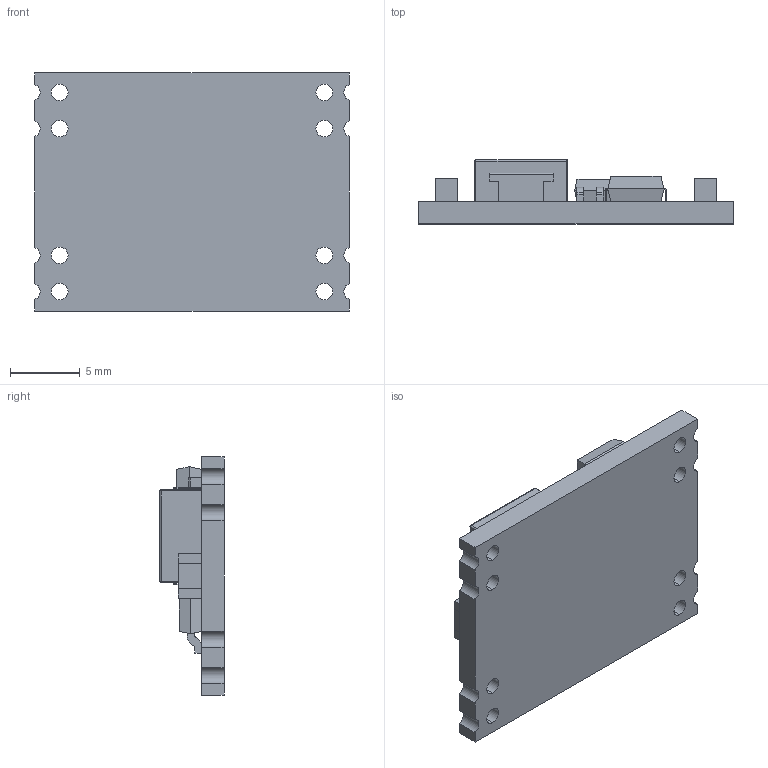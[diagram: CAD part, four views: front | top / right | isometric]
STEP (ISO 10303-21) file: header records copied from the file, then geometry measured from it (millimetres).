
FILE_DESCRIPTION (( 'STEP AP214' ), '1' );
FILE_NAME ('MP1584_Buck.STEP', '2018-07-11T00:40:54', ( '' ), ( '' ), 'SwSTEP 2.0', 'SolidWorks 2017', '' );
FILE_SCHEMA (( 'AUTOMOTIVE_DESIGN' ));
Length unit declared in the file: millimetre
Products named in the file (6): SMD RESISTOR, DC-DC 5V-12V TO 3.3V STEP DOWN VOLTAGE REGULATOR POWER MODULE BOARD_1_1; PCB, DC-DC 5V-12V TO 3.3V STEP DOWN VOLTAGE REGULATOR POWER MODULE BOARD_1_1; IC CHIP, DC-DC 5V-12V TO 3.3V STEP DOWN VOLTAGE REGULATOR POWER MODULE BOARD_1_1; MP1584_Buck; SCHOTTKY DIODE, DC-DC 5V-12V TO 3.3V STEP DOWN VOLTAGE REGULATOR POWER MODULE BOARD_1_1; INDUCTOR, DC-DC 5V-12V TO 3.3V STEP DOWN VOLTAGE REGULATOR POWER MODULE BOARD_1_1
Assembly tree (6 placements, depth 2):
  MP1584_Buck
    PCB, DC-DC 5V-12V TO 3.3V STEP DOWN VOLTAGE REGULATOR POWER MODULE BOARD_1_1
    IC CHIP, DC-DC 5V-12V TO 3.3V STEP DOWN VOLTAGE REGULATOR POWER MODULE BOARD_1_1
    INDUCTOR, DC-DC 5V-12V TO 3.3V STEP DOWN VOLTAGE REGULATOR POWER MODULE BOARD_1_1
    SCHOTTKY DIODE, DC-DC 5V-12V TO 3.3V STEP DOWN VOLTAGE REGULATOR POWER MODULE BOARD_1_1
    SMD RESISTOR, DC-DC 5V-12V TO 3.3V STEP DOWN VOLTAGE REGULATOR POWER MODULE BOARD_1_1  x2
Bounding box: 22.6 x 4.6 x 17.1 mm (x, y, z)
Volume: 804.9 mm3; surface area: 1356.2 mm2
Topology: 18 solids, 18 shells, 279 faces, 692 edges, 452 vertices
Faces by surface type: plane 181, cylinder 76, bspline 22
Entity records: 12216 total; most frequent: CARTESIAN_POINT 3199, ORIENTED_EDGE 1304, DIRECTION 1238, EDGE_CURVE 652, VECTOR 462, LINE 462, VERTEX_POINT 428, AXIS2_PLACEMENT_3D 388
